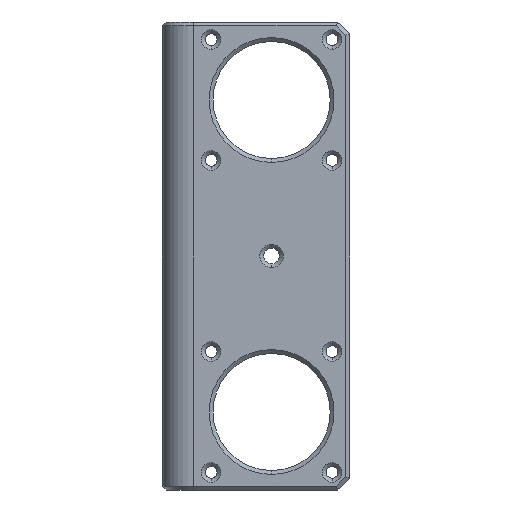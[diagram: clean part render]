
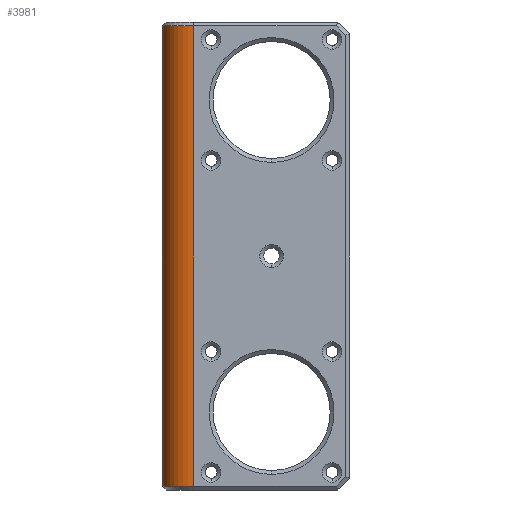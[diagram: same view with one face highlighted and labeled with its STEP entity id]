
A CAD part, left-side view. The second image highlights one B-rep face of the part: STEP entity #3981.
In plain terms, the highlighted cylindrical face has radius 8 mm (diameter 16 mm), a partial arc.
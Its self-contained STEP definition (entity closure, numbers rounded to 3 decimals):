
#173 = EDGE_LOOP ( 'NONE', ( #10475, #1135, #6682, #2992 ) ) ;
#340 = DIRECTION ( 'NONE',  ( 0., 0., -1. ) ) ;
#447 = AXIS2_PLACEMENT_3D ( 'NONE', #4868, #11374, #7758 ) ;
#647 = AXIS2_PLACEMENT_3D ( 'NONE', #6572, #340, #9647 ) ;
#704 = CIRCLE ( 'NONE', #647, 8. ) ;
#1135 = ORIENTED_EDGE ( 'NONE', *, *, #5622, .T. ) ;
#1272 = CARTESIAN_POINT ( 'NONE',  ( -45., -8., 119. ) ) ;
#1555 = DIRECTION ( 'NONE',  ( 0., 0., -1. ) ) ;
#1864 = EDGE_CURVE ( 'NONE', #3085, #4712, #11280, .T. ) ;
#1939 = DIRECTION ( 'NONE',  ( 0., 0., -1. ) ) ;
#2992 = ORIENTED_EDGE ( 'NONE', *, *, #10067, .T. ) ;
#3071 = CARTESIAN_POINT ( 'NONE',  ( -37., 0., 119. ) ) ;
#3085 = VERTEX_POINT ( 'NONE', #3071 ) ;
#3719 = CARTESIAN_POINT ( 'NONE',  ( -37., 0., 120. ) ) ;
#3819 = VERTEX_POINT ( 'NONE', #1272 ) ;
#3981 = ADVANCED_FACE ( 'NONE', ( #7342 ), #7644, .T. ) ;
#4180 = DIRECTION ( 'NONE',  ( -1., 0., 0. ) ) ;
#4712 = VERTEX_POINT ( 'NONE', #7354 ) ;
#4804 = DIRECTION ( 'NONE',  ( 0., 0., -1. ) ) ;
#4868 = CARTESIAN_POINT ( 'NONE',  ( -37., -8., 1. ) ) ;
#5622 = EDGE_CURVE ( 'NONE', #3819, #3085, #704, .T. ) ;
#6572 = CARTESIAN_POINT ( 'NONE',  ( -37., -8., 119. ) ) ;
#6584 = LINE ( 'NONE', #8422, #10594 ) ;
#6682 = ORIENTED_EDGE ( 'NONE', *, *, #1864, .T. ) ;
#7041 = CARTESIAN_POINT ( 'NONE',  ( -37., -8., 120. ) ) ;
#7342 = FACE_OUTER_BOUND ( 'NONE', #173, .T. ) ;
#7354 = CARTESIAN_POINT ( 'NONE',  ( -37., 0., 1. ) ) ;
#7644 = CYLINDRICAL_SURFACE ( 'NONE', #11527, 8. ) ;
#7758 = DIRECTION ( 'NONE',  ( -1., 0., 0. ) ) ;
#7761 = EDGE_CURVE ( 'NONE', #3819, #8257, #6584, .T. ) ;
#8257 = VERTEX_POINT ( 'NONE', #8290 ) ;
#8290 = CARTESIAN_POINT ( 'NONE',  ( -45., -8., 1. ) ) ;
#8422 = CARTESIAN_POINT ( 'NONE',  ( -45., -8., 120. ) ) ;
#8694 = CIRCLE ( 'NONE', #447, 8. ) ;
#8849 = VECTOR ( 'NONE', #4804, 1000. ) ;
#9647 = DIRECTION ( 'NONE',  ( 1., 0., 0. ) ) ;
#10067 = EDGE_CURVE ( 'NONE', #4712, #8257, #8694, .T. ) ;
#10475 = ORIENTED_EDGE ( 'NONE', *, *, #7761, .F. ) ;
#10594 = VECTOR ( 'NONE', #1939, 1000. ) ;
#11280 = LINE ( 'NONE', #3719, #8849 ) ;
#11374 = DIRECTION ( 'NONE',  ( 0., 0., 1. ) ) ;
#11527 = AXIS2_PLACEMENT_3D ( 'NONE', #7041, #1555, #4180 ) ;
